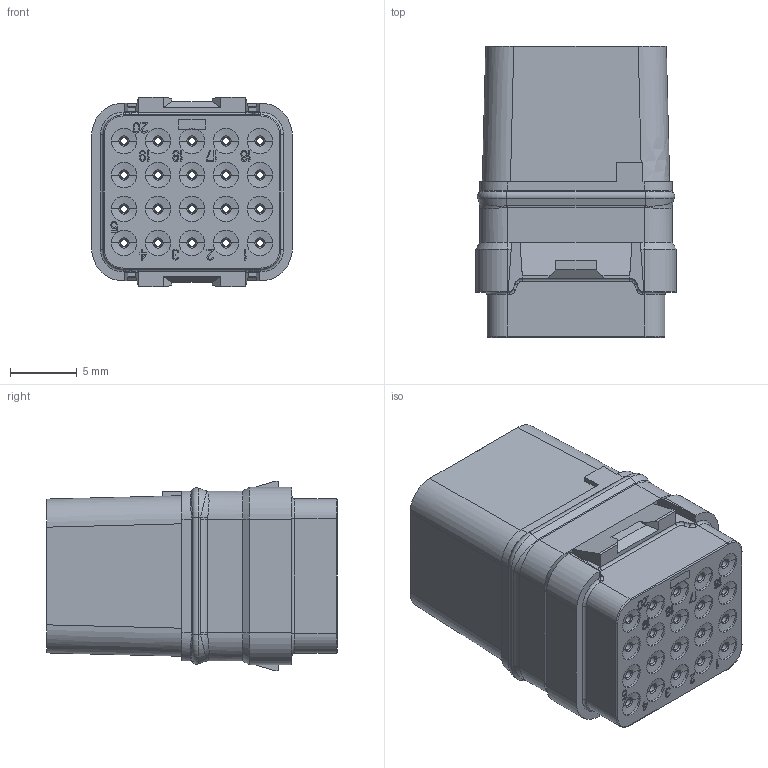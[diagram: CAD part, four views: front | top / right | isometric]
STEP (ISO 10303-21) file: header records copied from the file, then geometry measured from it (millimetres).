
FILE_DESCRIPTION((''),'2;1');
FILE_NAME('SIME2022SNC','2019-12-10T',('presta_be4'),(''),'CREO PARAMETRIC BY PTC INC, 2018360','CREO PARAMETRIC BY PTC INC, 2018360','');
FILE_SCHEMA(('CONFIG_CONTROL_DESIGN'));
Products named in the file (1): SIME2022SNC
Bounding box: 15 x 21.77 x 14.2 mm (x, y, z)
Volume: 2540.4 mm3; surface area: 3912.1 mm2
Topology: 1 solids, 1 shells, 2584 faces, 6206 edges, 3796 vertices
Faces by surface type: plane 1204, cylinder 512, torus 340, cone 332, bspline 196
Entity records: 80273 total; most frequent: CARTESIAN_POINT 19287, DIRECTION 13132, ORIENTED_EDGE 12412, EDGE_CURVE 6206, AXIS2_PLACEMENT_3D 4620, VECTOR 3892, LINE 3892, VERTEX_POINT 3796
